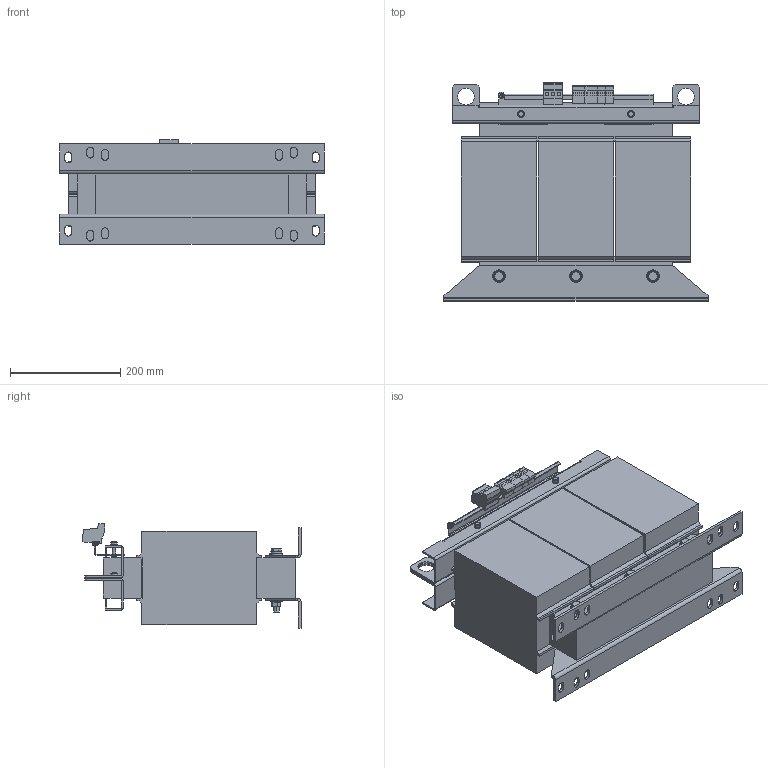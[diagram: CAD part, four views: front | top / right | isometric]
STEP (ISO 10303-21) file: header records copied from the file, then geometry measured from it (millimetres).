
FILE_DESCRIPTION (( 'STEP AP214' ), '1' );
FILE_NAME ('202559.STEP', '2020-05-28T18:49:31', ( '' ), ( '' ), 'SwSTEP 2.0', 'SolidWorks 2018', '' );
FILE_SCHEMA (( 'AUTOMOTIVE_DESIGN' ));
Length unit declared in the file: millimetre
Products named in the file (1): 202559
Bounding box: 480 x 396.45 x 190.55 mm (x, y, z)
Volume: 19136431.1 mm3; surface area: 1035952.8 mm2
Topology: 1 solids, 1 shells, 882 faces, 2178 edges, 1354 vertices
Faces by surface type: plane 592, cylinder 176, cone 56, torus 32, bspline 18, sphere 8
Entity records: 26767 total; most frequent: CARTESIAN_POINT 5743, ORIENTED_EDGE 4356, DIRECTION 4271, EDGE_CURVE 2178, LINE 1519, VECTOR 1519, AXIS2_PLACEMENT_3D 1376, VERTEX_POINT 1354
